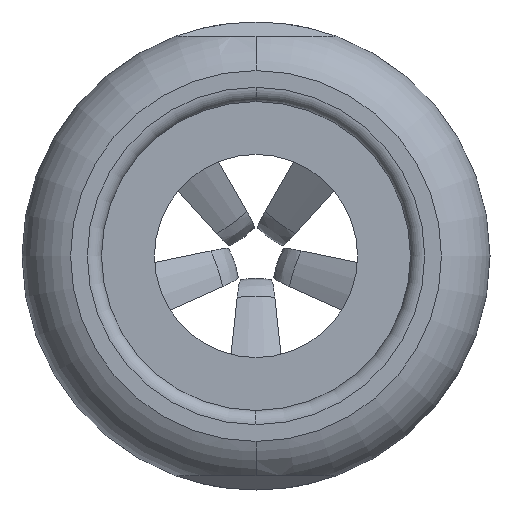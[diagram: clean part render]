
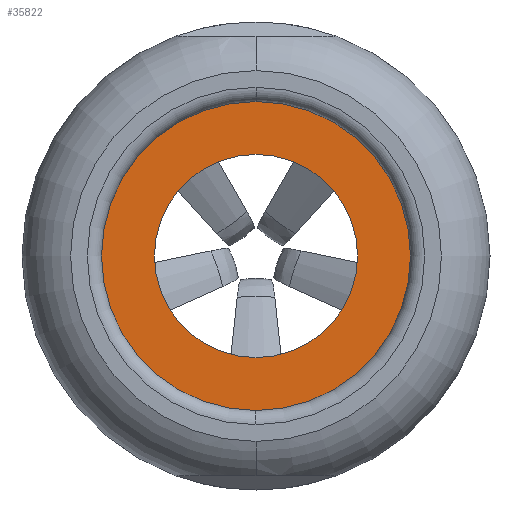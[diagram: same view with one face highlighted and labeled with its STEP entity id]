
A CAD part, front view. The second image highlights one B-rep face of the part: STEP entity #35822.
In plain terms, the highlighted planar face has unit normal (0, -1, 0).
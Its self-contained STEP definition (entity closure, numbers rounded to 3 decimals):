
#10110=CARTESIAN_POINT('',(0.,-23.525,0.));
#10111=DIRECTION('',(0.,-1.,0.));
#10112=DIRECTION('',(-1.,0.,0.));
#10113=AXIS2_PLACEMENT_3D('',#10110,#10111,#10112);
#10124=CARTESIAN_POINT('',(0.,-23.525,0.));
#10125=DIRECTION('',(0.,1.,0.));
#10126=DIRECTION('',(-1.,0.,0.));
#10127=AXIS2_PLACEMENT_3D('',#10124,#10125,#10126);
#10129=CARTESIAN_POINT('',(0.,-23.525,0.));
#10130=DIRECTION('',(0.,-1.,0.));
#10131=DIRECTION('',(-1.,0.,0.));
#10132=AXIS2_PLACEMENT_3D('',#10129,#10130,#10131);
#10134=CARTESIAN_POINT('',(0.,-23.525,0.));
#10135=DIRECTION('',(0.,1.,0.));
#10136=DIRECTION('',(-1.,0.,0.));
#10137=AXIS2_PLACEMENT_3D('',#10134,#10135,#10136);
#19773=CARTESIAN_POINT('',(-9.45,-23.525,0.));
#19775=VERTEX_POINT('',#19773);
#19777=CARTESIAN_POINT('',(9.45,-23.525,0.));
#19779=VERTEX_POINT('',#19777);
#19780=CARTESIAN_POINT('',(-5.75,-23.525,0.));
#19781=CARTESIAN_POINT('',(5.75,-23.525,0.));
#19782=VERTEX_POINT('',#19780);
#19783=VERTEX_POINT('',#19781);
#35807=CARTESIAN_POINT('',(0.,-23.525,0.));
#35808=DIRECTION('',(0.,1.,0.));
#35809=DIRECTION('',(1.,0.,0.));
#35810=AXIS2_PLACEMENT_3D('',#35807,#35808,#35809);
#35811=PLANE('',#35810);
#35813=ORIENTED_EDGE('',*,*,#35812,.F.);
#35815=ORIENTED_EDGE('',*,*,#35814,.T.);
#35816=EDGE_LOOP('',(#35813,#35815));
#35817=FACE_OUTER_BOUND('',#35816,.F.);
#35818=ORIENTED_EDGE('',*,*,#35801,.F.);
#35819=ORIENTED_EDGE('',*,*,#35787,.T.);
#35820=EDGE_LOOP('',(#35818,#35819));
#35821=FACE_BOUND('',#35820,.F.);
#35822=ADVANCED_FACE('',(#35817,#35821),#35811,.F.);
#10114=CIRCLE('',#10113,5.75);
#10128=CIRCLE('',#10127,5.75);
#10133=CIRCLE('',#10132,9.45);
#10138=CIRCLE('',#10137,9.45);
#35787=EDGE_CURVE('',#19782,#19783,#10114,.T.);
#35801=EDGE_CURVE('',#19782,#19783,#10128,.T.);
#35812=EDGE_CURVE('',#19775,#19779,#10133,.T.);
#35814=EDGE_CURVE('',#19775,#19779,#10138,.T.);
